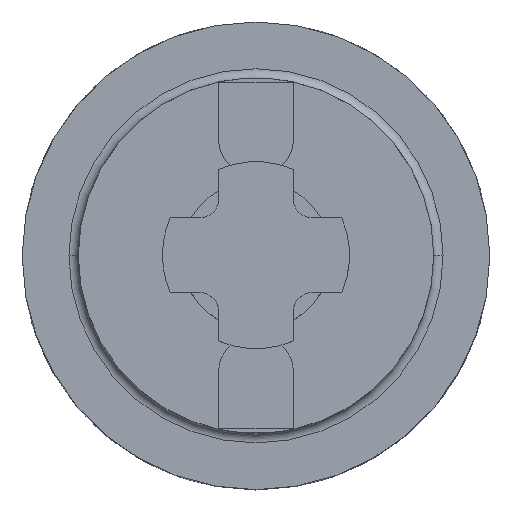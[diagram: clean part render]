
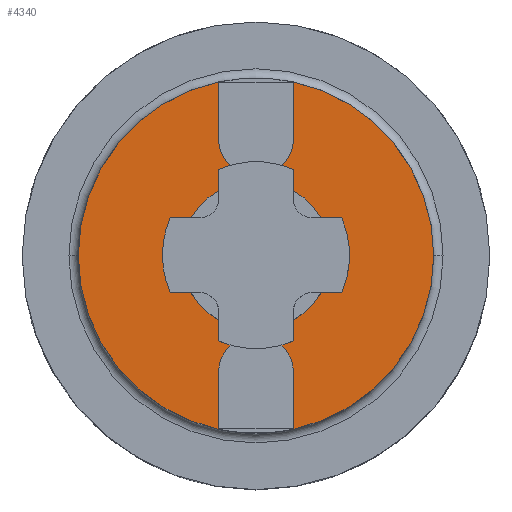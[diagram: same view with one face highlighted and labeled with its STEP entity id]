
A CAD part, top view. The second image highlights one B-rep face of the part: STEP entity #4340.
In plain terms, the highlighted planar face has unit normal (0, 0, 1).
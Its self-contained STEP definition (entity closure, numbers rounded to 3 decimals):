
#83 = EDGE_CURVE ( 'NONE', #435, #5862, #5770, .T. ) ;
#174 = CARTESIAN_POINT ( 'NONE',  ( 0., 0., 35. ) ) ;
#187 = ORIENTED_EDGE ( 'NONE', *, *, #5409, .F. ) ;
#259 = EDGE_CURVE ( 'NONE', #592, #4374, #2973, .T. ) ;
#356 = CARTESIAN_POINT ( 'NONE',  ( 4., 19., 35. ) ) ;
#420 = CARTESIAN_POINT ( 'NONE',  ( 0., 12.5, 35. ) ) ;
#435 = VERTEX_POINT ( 'NONE', #5551 ) ;
#445 = EDGE_CURVE ( 'NONE', #2527, #942, #2231, .T. ) ;
#568 = EDGE_CURVE ( 'NONE', #942, #2545, #1126, .T. ) ;
#592 = VERTEX_POINT ( 'NONE', #2606 ) ;
#608 = EDGE_CURVE ( 'NONE', #5872, #6022, #1784, .T. ) ;
#823 = EDGE_CURVE ( 'NONE', #5862, #5939, #3932, .T. ) ;
#912 = ORIENTED_EDGE ( 'NONE', *, *, #2563, .F. ) ;
#920 = CARTESIAN_POINT ( 'NONE',  ( -4., -32.321, 35. ) ) ;
#942 = VERTEX_POINT ( 'NONE', #3834 ) ;
#962 = LINE ( 'NONE', #3445, #3184 ) ;
#975 = EDGE_CURVE ( 'NONE', #1348, #6130, #962, .T. ) ;
#988 = EDGE_LOOP ( 'NONE', ( #187, #2478, #2849, #912, #5626, #4449, #5107, #5767, #4474, #1363, #2049, #1319, #4034, #1444 ) ) ;
#1126 = LINE ( 'NONE', #3766, #5240 ) ;
#1241 = DIRECTION ( 'NONE',  ( 0., 1., 0. ) ) ;
#1260 = DIRECTION ( 'NONE',  ( 0., 0., -1. ) ) ;
#1296 = VECTOR ( 'NONE', #1241, 1000. ) ;
#1319 = ORIENTED_EDGE ( 'NONE', *, *, #2920, .F. ) ;
#1348 = VERTEX_POINT ( 'NONE', #5672 ) ;
#1363 = ORIENTED_EDGE ( 'NONE', *, *, #823, .F. ) ;
#1388 = DIRECTION ( 'NONE',  ( 0., -1., 0. ) ) ;
#1426 = AXIS2_PLACEMENT_3D ( 'NONE', #174, #4447, #2626 ) ;
#1444 = ORIENTED_EDGE ( 'NONE', *, *, #259, .T. ) ;
#1467 = DIRECTION ( 'NONE',  ( 0., 0., -1. ) ) ;
#1468 = EDGE_LOOP ( 'NONE', ( #4592, #5644 ) ) ;
#1735 = DIRECTION ( 'NONE',  ( 0., 0., 1. ) ) ;
#1741 = CARTESIAN_POINT ( 'NONE',  ( -4., 18.5, 35. ) ) ;
#1784 = CIRCLE ( 'NONE', #1426, 19. ) ;
#1804 = CIRCLE ( 'NONE', #5541, 19. ) ;
#1846 = EDGE_CURVE ( 'NONE', #5369, #4580, #2960, .T. ) ;
#1873 = DIRECTION ( 'NONE',  ( 0., 1., 0. ) ) ;
#1917 = CARTESIAN_POINT ( 'NONE',  ( 0., 0., 35. ) ) ;
#2049 = ORIENTED_EDGE ( 'NONE', *, *, #83, .F. ) ;
#2126 = CARTESIAN_POINT ( 'NONE',  ( 4., 32.321, 35. ) ) ;
#2212 = DIRECTION ( 'NONE',  ( -1., 0., 0. ) ) ;
#2215 = AXIS2_PLACEMENT_3D ( 'NONE', #4080, #1260, #4554 ) ;
#2231 = CIRCLE ( 'NONE', #5336, 4. ) ;
#2287 = DIRECTION ( 'NONE',  ( 1., 0., 0. ) ) ;
#2321 = CARTESIAN_POINT ( 'NONE',  ( 0., 0., 35. ) ) ;
#2385 = DIRECTION ( 'NONE',  ( 0., 0., -1. ) ) ;
#2478 = ORIENTED_EDGE ( 'NONE', *, *, #608, .F. ) ;
#2527 = VERTEX_POINT ( 'NONE', #2804 ) ;
#2544 = DIRECTION ( 'NONE',  ( 0., 1., 0. ) ) ;
#2545 = VERTEX_POINT ( 'NONE', #3214 ) ;
#2563 = EDGE_CURVE ( 'NONE', #2545, #3285, #5641, .T. ) ;
#2605 = VECTOR ( 'NONE', #3124, 1000. ) ;
#2606 = CARTESIAN_POINT ( 'NONE',  ( -4., 12.5, 35. ) ) ;
#2626 = DIRECTION ( 'NONE',  ( -1., 0., 0. ) ) ;
#2642 = VECTOR ( 'NONE', #1873, 1000. ) ;
#2714 = DIRECTION ( 'NONE',  ( 0., 0., -1. ) ) ;
#2787 = CARTESIAN_POINT ( 'NONE',  ( -19., 0., 35. ) ) ;
#2804 = CARTESIAN_POINT ( 'NONE',  ( 4., -12.5, 35. ) ) ;
#2834 = FACE_OUTER_BOUND ( 'NONE', #988, .T. ) ;
#2849 = ORIENTED_EDGE ( 'NONE', *, *, #3146, .F. ) ;
#2920 = EDGE_CURVE ( 'NONE', #4887, #435, #3578, .T. ) ;
#2960 = CIRCLE ( 'NONE', #5639, 8. ) ;
#2973 = LINE ( 'NONE', #5824, #2605 ) ;
#3055 = DIRECTION ( 'NONE',  ( 0., -1., 0. ) ) ;
#3124 = DIRECTION ( 'NONE',  ( 0., 1., 0. ) ) ;
#3146 = EDGE_CURVE ( 'NONE', #3285, #5872, #3882, .T. ) ;
#3184 = VECTOR ( 'NONE', #2544, 1000. ) ;
#3214 = CARTESIAN_POINT ( 'NONE',  ( -4., -18.5, 35. ) ) ;
#3285 = VERTEX_POINT ( 'NONE', #4538 ) ;
#3313 = AXIS2_PLACEMENT_3D ( 'NONE', #2321, #1467, #4246 ) ;
#3431 = CARTESIAN_POINT ( 'NONE',  ( -8., 0., 35. ) ) ;
#3445 = CARTESIAN_POINT ( 'NONE',  ( 4., 19., 35. ) ) ;
#3452 = CARTESIAN_POINT ( 'NONE',  ( 4., 32.321, 35. ) ) ;
#3578 = LINE ( 'NONE', #2126, #1296 ) ;
#3584 = VECTOR ( 'NONE', #4227, 1000. ) ;
#3635 = DIRECTION ( 'NONE',  ( 0., 0., 1. ) ) ;
#3647 = FACE_BOUND ( 'NONE', #1468, .T. ) ;
#3713 = CARTESIAN_POINT ( 'NONE',  ( 4., 18.574, 35. ) ) ;
#3766 = CARTESIAN_POINT ( 'NONE',  ( -4., -32.321, 35. ) ) ;
#3817 = VECTOR ( 'NONE', #3055, 1000. ) ;
#3834 = CARTESIAN_POINT ( 'NONE',  ( -4., -12.5, 35. ) ) ;
#3882 = CIRCLE ( 'NONE', #2215, 19. ) ;
#3916 = EDGE_CURVE ( 'NONE', #4580, #5369, #4834, .T. ) ;
#3932 = CIRCLE ( 'NONE', #3313, 19. ) ;
#3945 = EDGE_CURVE ( 'NONE', #5939, #1348, #1804, .T. ) ;
#4034 = ORIENTED_EDGE ( 'NONE', *, *, #4383, .F. ) ;
#4058 = CARTESIAN_POINT ( 'NONE',  ( 4., 12.5, 35. ) ) ;
#4080 = CARTESIAN_POINT ( 'NONE',  ( 0., 0., 35. ) ) ;
#4089 = CARTESIAN_POINT ( 'NONE',  ( 0., 0., 35. ) ) ;
#4227 = DIRECTION ( 'NONE',  ( 0., -1., 0. ) ) ;
#4246 = DIRECTION ( 'NONE',  ( -1., 0., 0. ) ) ;
#4291 = DIRECTION ( 'NONE',  ( 0., 0., -1. ) ) ;
#4340 = ADVANCED_FACE ( 'NONE', ( #2834, #3647 ), #6048, .T. ) ;
#4370 = VECTOR ( 'NONE', #4860, 1000. ) ;
#4373 = DIRECTION ( 'NONE',  ( -1., 0., 0. ) ) ;
#4374 = VERTEX_POINT ( 'NONE', #1741 ) ;
#4383 = EDGE_CURVE ( 'NONE', #592, #4887, #4773, .T. ) ;
#4447 = DIRECTION ( 'NONE',  ( 0., 0., -1. ) ) ;
#4449 = ORIENTED_EDGE ( 'NONE', *, *, #445, .F. ) ;
#4474 = ORIENTED_EDGE ( 'NONE', *, *, #3945, .F. ) ;
#4505 = AXIS2_PLACEMENT_3D ( 'NONE', #1917, #2385, #4762 ) ;
#4510 = CARTESIAN_POINT ( 'NONE',  ( 4., -18.5, 35. ) ) ;
#4538 = CARTESIAN_POINT ( 'NONE',  ( -4., -18.574, 35. ) ) ;
#4554 = DIRECTION ( 'NONE',  ( -1., 0., 0. ) ) ;
#4559 = CARTESIAN_POINT ( 'NONE',  ( 0., -12.5, 35. ) ) ;
#4580 = VERTEX_POINT ( 'NONE', #6086 ) ;
#4592 = ORIENTED_EDGE ( 'NONE', *, *, #1846, .T. ) ;
#4640 = CARTESIAN_POINT ( 'NONE',  ( 0., 19., 35. ) ) ;
#4762 = DIRECTION ( 'NONE',  ( -1., 0., 0. ) ) ;
#4766 = CARTESIAN_POINT ( 'NONE',  ( 19., 0., 35. ) ) ;
#4773 = CIRCLE ( 'NONE', #5650, 4. ) ;
#4830 = AXIS2_PLACEMENT_3D ( 'NONE', #4640, #3635, #5513 ) ;
#4834 = CIRCLE ( 'NONE', #4505, 8. ) ;
#4860 = DIRECTION ( 'NONE',  ( 0., 1., 0. ) ) ;
#4887 = VERTEX_POINT ( 'NONE', #4058 ) ;
#4989 = LINE ( 'NONE', #356, #2642 ) ;
#5027 = DIRECTION ( 'NONE',  ( -1., 0., 0. ) ) ;
#5106 = DIRECTION ( 'NONE',  ( 0., 0., 1. ) ) ;
#5107 = ORIENTED_EDGE ( 'NONE', *, *, #5753, .F. ) ;
#5240 = VECTOR ( 'NONE', #1388, 1000. ) ;
#5251 = CARTESIAN_POINT ( 'NONE',  ( -4., 18.574, 35. ) ) ;
#5336 = AXIS2_PLACEMENT_3D ( 'NONE', #4559, #1735, #5027 ) ;
#5369 = VERTEX_POINT ( 'NONE', #3431 ) ;
#5378 = CARTESIAN_POINT ( 'NONE',  ( -4., 19., 35. ) ) ;
#5409 = EDGE_CURVE ( 'NONE', #6022, #4374, #6037, .T. ) ;
#5513 = DIRECTION ( 'NONE',  ( 1., 0., 0. ) ) ;
#5541 = AXIS2_PLACEMENT_3D ( 'NONE', #5730, #4291, #4373 ) ;
#5551 = CARTESIAN_POINT ( 'NONE',  ( 4., 18.5, 35. ) ) ;
#5626 = ORIENTED_EDGE ( 'NONE', *, *, #568, .F. ) ;
#5639 = AXIS2_PLACEMENT_3D ( 'NONE', #4089, #2714, #2212 ) ;
#5641 = LINE ( 'NONE', #920, #3584 ) ;
#5644 = ORIENTED_EDGE ( 'NONE', *, *, #3916, .T. ) ;
#5650 = AXIS2_PLACEMENT_3D ( 'NONE', #420, #5106, #2287 ) ;
#5672 = CARTESIAN_POINT ( 'NONE',  ( 4., -18.574, 35. ) ) ;
#5730 = CARTESIAN_POINT ( 'NONE',  ( 0., 0., 35. ) ) ;
#5753 = EDGE_CURVE ( 'NONE', #6130, #2527, #4989, .T. ) ;
#5767 = ORIENTED_EDGE ( 'NONE', *, *, #975, .F. ) ;
#5770 = LINE ( 'NONE', #3452, #4370 ) ;
#5824 = CARTESIAN_POINT ( 'NONE',  ( -4., 19., 35. ) ) ;
#5862 = VERTEX_POINT ( 'NONE', #3713 ) ;
#5872 = VERTEX_POINT ( 'NONE', #2787 ) ;
#5939 = VERTEX_POINT ( 'NONE', #4766 ) ;
#6022 = VERTEX_POINT ( 'NONE', #5251 ) ;
#6037 = LINE ( 'NONE', #5378, #3817 ) ;
#6048 = PLANE ( 'NONE',  #4830 ) ;
#6086 = CARTESIAN_POINT ( 'NONE',  ( 8., 0., 35. ) ) ;
#6130 = VERTEX_POINT ( 'NONE', #4510 ) ;
